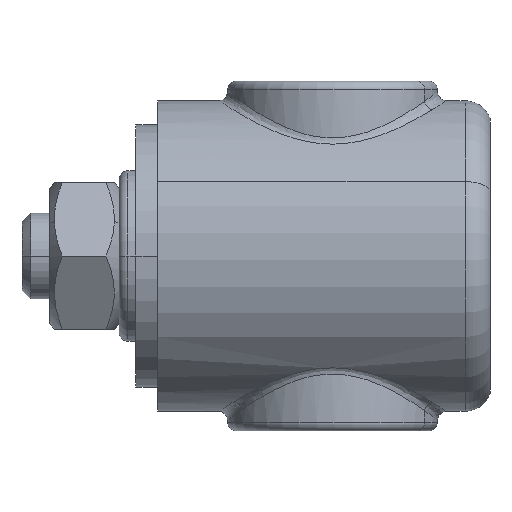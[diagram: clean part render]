
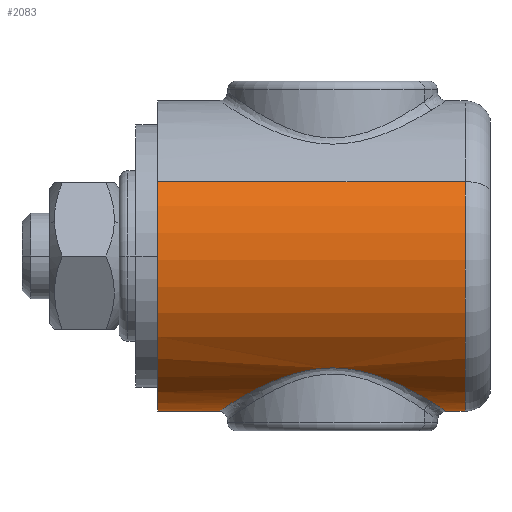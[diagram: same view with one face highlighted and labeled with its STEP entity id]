
A CAD part, left-side view. The second image highlights one B-rep face of the part: STEP entity #2083.
In plain terms, the highlighted cylindrical face has radius 17.75 mm (diameter 35.5 mm), a partial arc.
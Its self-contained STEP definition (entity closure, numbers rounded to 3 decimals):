
#118=CARTESIAN_POINT('Vertex',(-15.577,20.,8.51)) ;
#120=CARTESIAN_POINT('Vertex',(15.577,20.,-8.51)) ;
#123=CARTESIAN_POINT('Axis2P3D Location',(0.,20.,0.)) ;
#865=CARTESIAN_POINT('Vertex',(-5.9,-11.409,-16.741)) ;
#869=CARTESIAN_POINT('Control Point',(-5.9,-11.409,-16.741)) ;
#870=CARTESIAN_POINT('Control Point',(-6.619,-10.994,-16.487)) ;
#871=CARTESIAN_POINT('Control Point',(-7.296,-10.521,-16.205)) ;
#872=CARTESIAN_POINT('Control Point',(-7.927,-9.997,-15.903)) ;
#873=CARTESIAN_POINT('Control Point',(-9.147,-8.806,-15.246)) ;
#874=CARTESIAN_POINT('Control Point',(-10.155,-7.427,-14.577)) ;
#875=CARTESIAN_POINT('Control Point',(-10.623,-6.659,-14.236)) ;
#876=CARTESIAN_POINT('Control Point',(-11.2,-5.498,-13.779)) ;
#877=CARTESIAN_POINT('Control Point',(-11.64,-4.249,-13.402)) ;
#878=CARTESIAN_POINT('Control Point',(-11.759,-3.868,-13.298)) ;
#879=CARTESIAN_POINT('Control Point',(-12.032,-2.86,-13.052)) ;
#880=CARTESIAN_POINT('Control Point',(-12.211,-1.81,-12.884)) ;
#881=CARTESIAN_POINT('Control Point',(-12.282,-1.153,-12.814)) ;
#882=CARTESIAN_POINT('Control Point',(-12.341,0.086,-12.758)) ;
#883=CARTESIAN_POINT('Control Point',(-12.261,1.322,-12.835)) ;
#884=CARTESIAN_POINT('Control Point',(-12.194,1.891,-12.899)) ;
#885=CARTESIAN_POINT('Control Point',(-11.986,3.103,-13.095)) ;
#886=CARTESIAN_POINT('Control Point',(-11.651,4.261,-13.394)) ;
#887=CARTESIAN_POINT('Control Point',(-11.436,4.866,-13.58)) ;
#888=CARTESIAN_POINT('Control Point',(-10.807,6.353,-14.098)) ;
#889=CARTESIAN_POINT('Control Point',(-9.98,7.699,-14.7)) ;
#890=CARTESIAN_POINT('Control Point',(-9.408,8.464,-15.077)) ;
#891=CARTESIAN_POINT('Control Point',(-8.326,9.665,-15.713)) ;
#892=CARTESIAN_POINT('Control Point',(-7.059,10.683,-16.302)) ;
#893=CARTESIAN_POINT('Control Point',(-6.507,11.068,-16.531)) ;
#894=CARTESIAN_POINT('Control Point',(-5.143,11.885,-17.03)) ;
#895=CARTESIAN_POINT('Control Point',(-3.631,12.479,-17.41)) ;
#896=CARTESIAN_POINT('Control Point',(-2.72,12.738,-17.578)) ;
#897=CARTESIAN_POINT('Control Point',(-1.067,13.027,-17.768)) ;
#898=CARTESIAN_POINT('Control Point',(0.616,13.018,-17.762)) ;
#899=CARTESIAN_POINT('Control Point',(1.34,12.957,-17.721)) ;
#900=CARTESIAN_POINT('Control Point',(2.488,12.769,-17.598)) ;
#901=CARTESIAN_POINT('Control Point',(3.59,12.447,-17.391)) ;
#902=CARTESIAN_POINT('Control Point',(3.999,12.307,-17.301)) ;
#903=CARTESIAN_POINT('Control Point',(4.634,12.057,-17.142)) ;
#904=CARTESIAN_POINT('Control Point',(5.244,11.765,-16.96)) ;
#905=CARTESIAN_POINT('Control Point',(5.466,11.652,-16.89)) ;
#906=CARTESIAN_POINT('Control Point',(5.685,11.533,-16.816)) ;
#907=CARTESIAN_POINT('Control Point',(5.9,11.409,-16.741)) ;
#908=CARTESIAN_POINT('Vertex',(5.9,11.409,-16.741)) ;
#1133=CARTESIAN_POINT('Control Point',(-5.9,-11.409,-16.741)) ;
#1134=CARTESIAN_POINT('Control Point',(-5.355,-11.723,-16.933)) ;
#1135=CARTESIAN_POINT('Control Point',(-4.786,-12.004,-17.109)) ;
#1136=CARTESIAN_POINT('Control Point',(-4.194,-12.25,-17.264)) ;
#1137=CARTESIAN_POINT('Control Point',(-3.022,-12.644,-17.517)) ;
#1138=CARTESIAN_POINT('Control Point',(-1.794,-12.884,-17.674)) ;
#1139=CARTESIAN_POINT('Control Point',(-1.198,-12.962,-17.725)) ;
#1140=CARTESIAN_POINT('Control Point',(0.125,-13.047,-17.781)) ;
#1141=CARTESIAN_POINT('Control Point',(1.448,-12.944,-17.713)) ;
#1142=CARTESIAN_POINT('Control Point',(2.162,-12.831,-17.639)) ;
#1143=CARTESIAN_POINT('Control Point',(3.291,-12.564,-17.465)) ;
#1144=CARTESIAN_POINT('Control Point',(4.365,-12.168,-17.213)) ;
#1145=CARTESIAN_POINT('Control Point',(4.766,-11.998,-17.106)) ;
#1146=CARTESIAN_POINT('Control Point',(5.572,-11.614,-16.865)) ;
#1147=CARTESIAN_POINT('Control Point',(6.331,-11.163,-16.59)) ;
#1148=CARTESIAN_POINT('Control Point',(6.71,-10.913,-16.44)) ;
#1149=CARTESIAN_POINT('Control Point',(7.86,-10.076,-15.947)) ;
#1150=CARTESIAN_POINT('Control Point',(8.872,-9.09,-15.402)) ;
#1151=CARTESIAN_POINT('Control Point',(9.497,-8.355,-15.02)) ;
#1152=CARTESIAN_POINT('Control Point',(10.427,-7.032,-14.387)) ;
#1153=CARTESIAN_POINT('Control Point',(11.153,-5.556,-13.815)) ;
#1154=CARTESIAN_POINT('Control Point',(11.412,-4.937,-13.601)) ;
#1155=CARTESIAN_POINT('Control Point',(11.82,-3.758,-13.247)) ;
#1156=CARTESIAN_POINT('Control Point',(12.094,-2.511,-12.994)) ;
#1157=CARTESIAN_POINT('Control Point',(12.19,-1.93,-12.903)) ;
#1158=CARTESIAN_POINT('Control Point',(12.283,-1.074,-12.814)) ;
#1159=CARTESIAN_POINT('Control Point',(12.309,-0.211,-12.789)) ;
#1160=CARTESIAN_POINT('Control Point',(12.31,0.058,-12.787)) ;
#1161=CARTESIAN_POINT('Control Point',(12.29,1.131,-12.807)) ;
#1162=CARTESIAN_POINT('Control Point',(12.166,2.195,-12.926)) ;
#1163=CARTESIAN_POINT('Control Point',(12.015,2.975,-13.069)) ;
#1164=CARTESIAN_POINT('Control Point',(11.701,4.145,-13.355)) ;
#1165=CARTESIAN_POINT('Control Point',(11.27,5.247,-13.715)) ;
#1166=CARTESIAN_POINT('Control Point',(11.104,5.629,-13.851)) ;
#1167=CARTESIAN_POINT('Control Point',(10.508,6.862,-14.32)) ;
#1168=CARTESIAN_POINT('Control Point',(9.77,7.991,-14.84)) ;
#1169=CARTESIAN_POINT('Control Point',(9.19,8.725,-15.212)) ;
#1170=CARTESIAN_POINT('Control Point',(8.22,9.748,-15.762)) ;
#1171=CARTESIAN_POINT('Control Point',(7.111,10.628,-16.271)) ;
#1172=CARTESIAN_POINT('Control Point',(6.722,10.907,-16.436)) ;
#1173=CARTESIAN_POINT('Control Point',(6.318,11.167,-16.593)) ;
#1174=CARTESIAN_POINT('Control Point',(5.9,11.409,-16.741)) ;
#2033=CARTESIAN_POINT('Axis2P3D Location',(0.,2.25,0.)) ;
#2038=CARTESIAN_POINT('Line Origine',(15.577,2.25,-8.51)) ;
#2042=CARTESIAN_POINT('Vertex',(15.577,-15.172,-8.51)) ;
#2045=CARTESIAN_POINT('Line Origine',(-15.577,2.25,8.51)) ;
#2049=CARTESIAN_POINT('Vertex',(-15.577,-15.172,8.51)) ;
#2068=CARTESIAN_POINT('Axis2P3D Location',(0.,-15.172,0.)) ;
#124=DIRECTION('Axis2P3D Direction',(0.,1.,0.)) ;
#2034=DIRECTION('Axis2P3D Direction',(0.,1.,0.)) ;
#2035=DIRECTION('Axis2P3D XDirection',(0.878,0.,-0.479)) ;
#2039=DIRECTION('Vector Direction',(0.,1.,0.)) ;
#2046=DIRECTION('Vector Direction',(0.,1.,0.)) ;
#2069=DIRECTION('Axis2P3D Direction',(0.,1.,0.)) ;
#125=AXIS2_PLACEMENT_3D('Circle Axis2P3D',#123,#124,$) ;
#2036=AXIS2_PLACEMENT_3D('Cylinder Axis2P3D',#2033,#2034,#2035) ;
#2070=AXIS2_PLACEMENT_3D('Circle Axis2P3D',#2068,#2069,$) ;
#2074=ORIENTED_EDGE('',*,*,#2051,.T.) ;
#2075=ORIENTED_EDGE('',*,*,#127,.F.) ;
#2076=ORIENTED_EDGE('',*,*,#2044,.F.) ;
#2077=ORIENTED_EDGE('',*,*,#2072,.T.) ;
#2080=ORIENTED_EDGE('',*,*,#910,.T.) ;
#2081=ORIENTED_EDGE('',*,*,#1175,.T.) ;
#2082=FACE_BOUND('',#2079,.T.) ;
#2040=VECTOR('Line Direction',#2039,1.) ;
#2047=VECTOR('Line Direction',#2046,1.) ;
#2083=ADVANCED_FACE('PartBody',(#2078,#2082),#2037,.T.) ;
#868=B_SPLINE_CURVE_WITH_KNOTS('',5,(#869,#870,#871,#872,#873,#874,#875,#876,#877,#878,#879,#880,#881,#882,#883,#884,#885,#886,#887,#888,#889,#890,#891,#892,#893,#894,#895,#896,#897,#898,#899,#900,#901,#902,#903,#904,#905,#906,#907),.UNSPECIFIED.,.F.,.U.,(6,3,3,3,3,3,3,3,3,3,3,3,6),(0.,6.05,12.659,15.482,19.991,23.904,28.468,35.539,40.471,47.121,52.178,55.253,57.061),.UNSPECIFIED.) ;
#1132=B_SPLINE_CURVE_WITH_KNOTS('',5,(#1133,#1134,#1135,#1136,#1137,#1138,#1139,#1140,#1141,#1142,#1143,#1144,#1145,#1146,#1147,#1148,#1149,#1150,#1151,#1152,#1153,#1154,#1155,#1156,#1157,#1158,#1159,#1160,#1161,#1162,#1163,#1164,#1165,#1166,#1167,#1168,#1169,#1170,#1171,#1172,#1173,#1174),.UNSPECIFIED.,.F.,.U.,(6,3,3,3,3,3,3,3,3,3,3,3,3,6),(0.,4.584,8.78,13.824,16.945,20.264,27.418,32.237,36.287,38.116,43.587,46.6,53.543,57.059),.UNSPECIFIED.) ;
#126=CIRCLE('generated circle',#125,17.75) ;
#2071=CIRCLE('generated circle',#2070,17.75) ;
#2037=CYLINDRICAL_SURFACE('generated cylinder',#2036,17.75) ;
#127=EDGE_CURVE('',#121,#119,#126,.T.) ;
#910=EDGE_CURVE('',#909,#866,#868,.F.) ;
#1175=EDGE_CURVE('',#866,#909,#1132,.T.) ;
#2044=EDGE_CURVE('',#2043,#121,#2041,.T.) ;
#2051=EDGE_CURVE('',#2050,#119,#2048,.T.) ;
#2072=EDGE_CURVE('',#2043,#2050,#2071,.T.) ;
#2073=EDGE_LOOP('',(#2074,#2075,#2076,#2077)) ;
#2079=EDGE_LOOP('',(#2080,#2081)) ;
#2078=FACE_OUTER_BOUND('',#2073,.T.) ;
#2041=LINE('Line',#2038,#2040) ;
#2048=LINE('Line',#2045,#2047) ;
#119=VERTEX_POINT('',#118) ;
#121=VERTEX_POINT('',#120) ;
#866=VERTEX_POINT('',#865) ;
#909=VERTEX_POINT('',#908) ;
#2043=VERTEX_POINT('',#2042) ;
#2050=VERTEX_POINT('',#2049) ;
